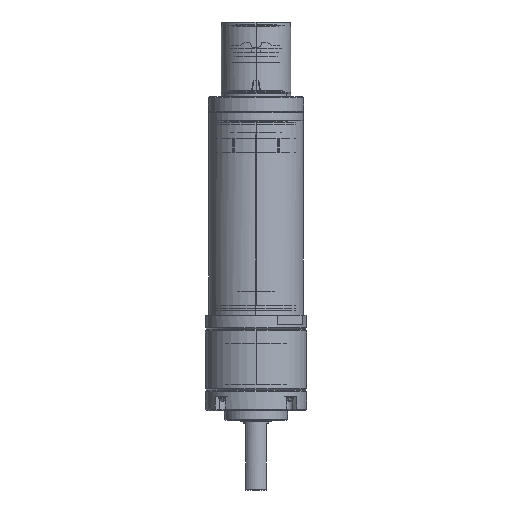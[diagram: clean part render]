
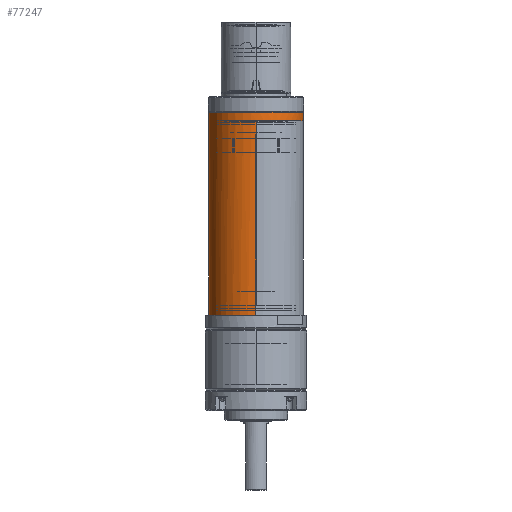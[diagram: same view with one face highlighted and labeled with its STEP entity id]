
A CAD part, left-side view. The second image highlights one B-rep face of the part: STEP entity #77247.
In plain terms, the highlighted cylindrical face has radius 15 mm (diameter 30 mm), a partial arc.
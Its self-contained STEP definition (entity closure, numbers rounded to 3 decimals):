
#12003=CARTESIAN_POINT('',(0.,0.,60.));
#12004=DIRECTION('',(0.,0.,1.));
#12005=DIRECTION('',(1.,0.,0.));
#12006=AXIS2_PLACEMENT_3D('',#12003,#12004,#12005);
#12791=CARTESIAN_POINT('',(0.,0.,-1.4));
#12792=DIRECTION('',(0.,0.,1.));
#12793=DIRECTION('',(1.,0.,0.));
#12794=AXIS2_PLACEMENT_3D('',#12791,#12792,#12793);
#12796=DIRECTION('',(0.,0.,1.));
#12797=VECTOR('',#12796,61.4);
#12798=CARTESIAN_POINT('',(15.,0.,-1.4));
#12799=LINE('',#12798,#12797);
#12800=DIRECTION('',(0.,0.,1.));
#12801=VECTOR('',#12800,2.6);
#12802=CARTESIAN_POINT('',(13.566,6.4,60.));
#12803=LINE('',#12802,#12801);
#12804=CARTESIAN_POINT('',(0.,0.,62.6));
#12805=DIRECTION('',(0.,0.,1.));
#12806=DIRECTION('',(0.904,0.427,0.));
#12807=AXIS2_PLACEMENT_3D('',#12804,#12805,#12806);
#12809=DIRECTION('',(0.,0.,1.));
#12810=VECTOR('',#12809,2.6);
#12811=CARTESIAN_POINT('',(13.37,-6.8,60.));
#12812=LINE('',#12811,#12810);
#12813=DIRECTION('',(0.,0.,-1.));
#12814=VECTOR('',#12813,61.4);
#12815=CARTESIAN_POINT('',(-15.,0.,60.));
#12816=LINE('',#12815,#12814);
#12817=CARTESIAN_POINT('',(0.,0.,-1.4));
#12818=DIRECTION('',(0.,0.,1.));
#12819=DIRECTION('',(0.707,0.707,0.));
#12820=AXIS2_PLACEMENT_3D('',#12817,#12818,#12819);
#12862=CARTESIAN_POINT('',(0.,0.,60.));
#12863=DIRECTION('',(0.,0.,1.));
#12864=DIRECTION('',(-1.,0.,0.));
#12865=AXIS2_PLACEMENT_3D('',#12862,#12863,#12864);
#57218=CARTESIAN_POINT('',(13.566,6.4,62.6));
#57219=CARTESIAN_POINT('',(13.37,-6.8,62.6));
#57220=VERTEX_POINT('',#57218);
#57221=VERTEX_POINT('',#57219);
#57238=CARTESIAN_POINT('',(-15.,0.,60.));
#57239=CARTESIAN_POINT('',(13.37,-6.8,60.));
#57240=VERTEX_POINT('',#57238);
#57241=VERTEX_POINT('',#57239);
#57244=CARTESIAN_POINT('',(13.566,6.4,60.));
#57246=VERTEX_POINT('',#57244);
#57282=CARTESIAN_POINT('',(15.,0.,60.));
#57283=VERTEX_POINT('',#57282);
#63054=CARTESIAN_POINT('',(15.,0.,-1.4));
#63055=CARTESIAN_POINT('',(10.607,10.607,-1.4));
#63056=VERTEX_POINT('',#63054);
#63057=VERTEX_POINT('',#63055);
#63058=CARTESIAN_POINT('',(-15.,0.,-1.4));
#63059=VERTEX_POINT('',#63058);
#77227=CARTESIAN_POINT('',(0.,0.,0.));
#77228=DIRECTION('',(0.,0.,1.));
#77229=DIRECTION('',(1.,0.,0.));
#77230=AXIS2_PLACEMENT_3D('',#77227,#77228,#77229);
#77231=CYLINDRICAL_SURFACE('',#77230,15.);
#77233=ORIENTED_EDGE('',*,*,#77232,.F.);
#77235=ORIENTED_EDGE('',*,*,#77234,.T.);
#77236=ORIENTED_EDGE('',*,*,#76347,.T.);
#77237=ORIENTED_EDGE('',*,*,#72598,.T.);
#77238=ORIENTED_EDGE('',*,*,#72640,.T.);
#77239=ORIENTED_EDGE('',*,*,#72769,.F.);
#77241=ORIENTED_EDGE('',*,*,#77240,.F.);
#77243=ORIENTED_EDGE('',*,*,#77242,.T.);
#77244=ORIENTED_EDGE('',*,*,#77214,.F.);
#77245=EDGE_LOOP('',(#77233,#77235,#77236,#77237,#77238,#77239,#77241,#77243,
#77244));
#77246=FACE_OUTER_BOUND('',#77245,.F.);
#77247=ADVANCED_FACE('',(#77246),#77231,.T.);
#12007=CIRCLE('',#12006,15.);
#12795=CIRCLE('',#12794,15.);
#12808=CIRCLE('',#12807,15.);
#12821=CIRCLE('',#12820,15.);
#12866=CIRCLE('',#12865,15.);
#72598=EDGE_CURVE('',#57246,#57220,#12803,.T.);
#72640=EDGE_CURVE('',#57220,#57221,#12808,.T.);
#72769=EDGE_CURVE('',#57241,#57221,#12812,.T.);
#76347=EDGE_CURVE('',#57283,#57246,#12007,.T.);
#77214=EDGE_CURVE('',#63057,#63059,#12821,.T.);
#77232=EDGE_CURVE('',#63056,#63057,#12795,.T.);
#77234=EDGE_CURVE('',#63056,#57283,#12799,.T.);
#77240=EDGE_CURVE('',#57240,#57241,#12866,.T.);
#77242=EDGE_CURVE('',#57240,#63059,#12816,.T.);
